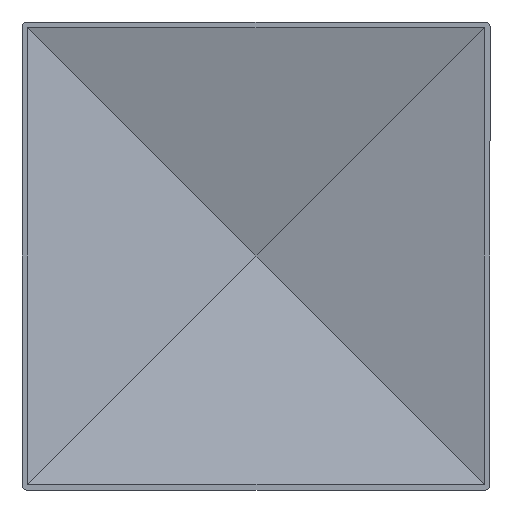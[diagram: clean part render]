
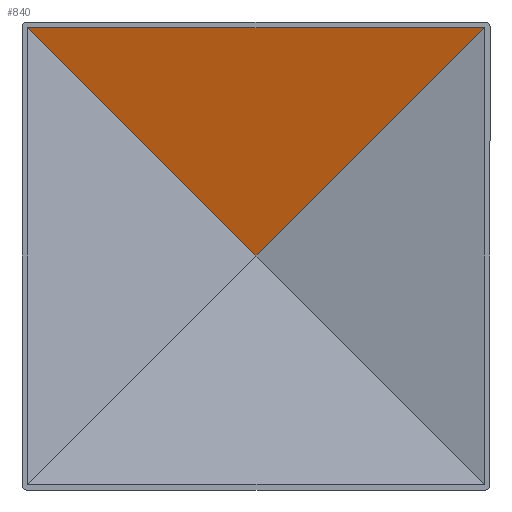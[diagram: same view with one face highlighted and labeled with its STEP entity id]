
A CAD part, front view. The second image highlights one B-rep face of the part: STEP entity #840.
In plain terms, the highlighted planar face has unit normal (0, -0.964, -0.267).
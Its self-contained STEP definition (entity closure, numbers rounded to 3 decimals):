
#53 = CARTESIAN_POINT ( 'NONE',  ( -50.434, 8.801, 50.434 ) ) ;
#70 = LINE ( 'NONE', #657, #558 ) ;
#83 = VECTOR ( 'NONE', #290, 1000. ) ;
#98 = CARTESIAN_POINT ( 'NONE',  ( 0., 22.755, 0. ) ) ;
#150 = EDGE_LOOP ( 'NONE', ( #516, #672, #714 ) ) ;
#162 = VERTEX_POINT ( 'NONE', #586 ) ;
#163 = EDGE_CURVE ( 'NONE', #905, #162, #854, .T. ) ;
#188 = FACE_OUTER_BOUND ( 'NONE', #150, .T. ) ;
#290 = DIRECTION ( 'NONE',  ( -0.694, -0.192, 0.694 ) ) ;
#384 = VERTEX_POINT ( 'NONE', #684 ) ;
#385 = AXIS2_PLACEMENT_3D ( 'NONE', #410, #691, #815 ) ;
#410 = CARTESIAN_POINT ( 'NONE',  ( -50.6, 8.843, 50.28 ) ) ;
#451 = VECTOR ( 'NONE', #629, 1000. ) ;
#516 = ORIENTED_EDGE ( 'NONE', *, *, #903, .T. ) ;
#527 = EDGE_CURVE ( 'NONE', #384, #162, #70, .T. ) ;
#558 = VECTOR ( 'NONE', #934, 1000. ) ;
#586 = CARTESIAN_POINT ( 'NONE',  ( -49.4, 9.087, 49.4 ) ) ;
#629 = DIRECTION ( 'NONE',  ( 0.694, -0.192, 0.694 ) ) ;
#657 = CARTESIAN_POINT ( 'NONE',  ( -50.6, 9.087, 49.4 ) ) ;
#672 = ORIENTED_EDGE ( 'NONE', *, *, #527, .T. ) ;
#684 = CARTESIAN_POINT ( 'NONE',  ( 49.4, 9.087, 49.4 ) ) ;
#686 = PLANE ( 'NONE',  #385 ) ;
#691 = DIRECTION ( 'NONE',  ( 0., -0.964, -0.267 ) ) ;
#698 = CARTESIAN_POINT ( 'NONE',  ( 1.699, 22.285, 1.699 ) ) ;
#714 = ORIENTED_EDGE ( 'NONE', *, *, #163, .F. ) ;
#749 = LINE ( 'NONE', #698, #451 ) ;
#815 = DIRECTION ( 'NONE',  ( 0., 0.267, -0.964 ) ) ;
#840 = ADVANCED_FACE ( 'NONE', ( #188 ), #686, .T. ) ;
#854 = LINE ( 'NONE', #53, #83 ) ;
#903 = EDGE_CURVE ( 'NONE', #905, #384, #749, .T. ) ;
#905 = VERTEX_POINT ( 'NONE', #98 ) ;
#934 = DIRECTION ( 'NONE',  ( -1., 0., 0. ) ) ;
